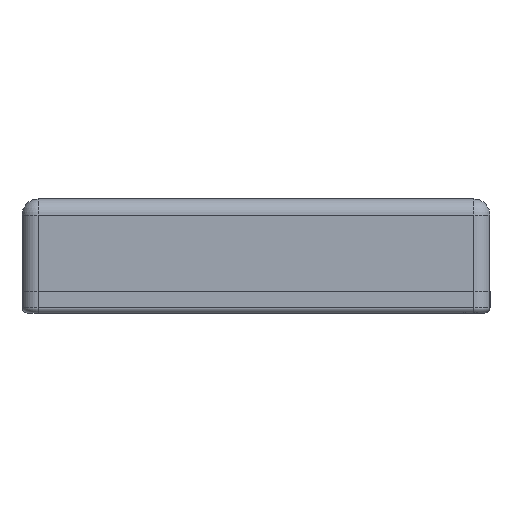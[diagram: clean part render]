
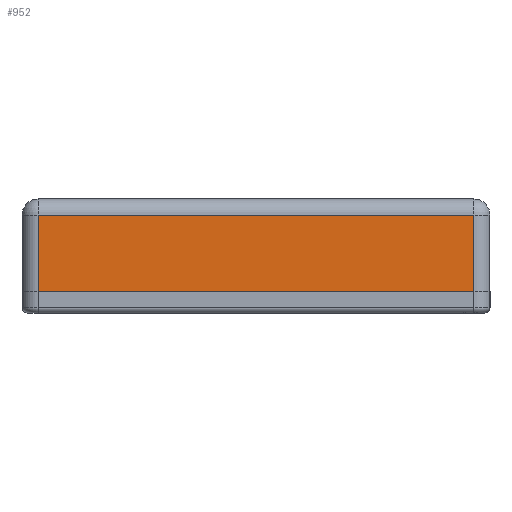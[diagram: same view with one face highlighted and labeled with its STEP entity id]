
A CAD part, left-side view. The second image highlights one B-rep face of the part: STEP entity #952.
In plain terms, the highlighted planar face has unit normal (-1, 0, 0).
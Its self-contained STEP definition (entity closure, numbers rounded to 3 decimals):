
#288=CARTESIAN_POINT('',(10.095,13.261,18.));
#289=VERTEX_POINT('',#288);
#297=CARTESIAN_POINT('',(10.095,93.457,18.));
#298=VERTEX_POINT('',#297);
#299=CARTESIAN_POINT('',(10.095,13.261,18.));
#300=DIRECTION('',(0.,1.,0.));
#301=VECTOR('',#300,80.196);
#302=LINE('',#299,#301);
#303=EDGE_CURVE('',#289,#298,#302,.T.);
#437=CARTESIAN_POINT('',(10.095,13.261,32.));
#438=VERTEX_POINT('',#437);
#464=CARTESIAN_POINT('',(10.095,93.457,32.));
#465=VERTEX_POINT('',#464);
#473=CARTESIAN_POINT('',(10.095,13.261,32.));
#474=DIRECTION('',(0.,1.,0.));
#475=VECTOR('',#474,80.196);
#476=LINE('',#473,#475);
#477=EDGE_CURVE('',#438,#465,#476,.T.);
#924=CARTESIAN_POINT('',(10.095,93.457,32.));
#925=DIRECTION('',(-0.,-0.,-1.));
#926=VECTOR('',#925,14.);
#927=LINE('',#924,#926);
#928=EDGE_CURVE('',#465,#298,#927,.T.);
#936=CARTESIAN_POINT('',(10.095,92.761,30.));
#937=DIRECTION('',(1.,0.,0.));
#938=DIRECTION('',(0.,0.,-1.));
#939=AXIS2_PLACEMENT_3D('',#936,#937,#938);
#940=PLANE('',#939);
#941=CARTESIAN_POINT('',(10.095,13.261,18.));
#942=DIRECTION('',(0.,0.,1.));
#943=VECTOR('',#942,14.);
#944=LINE('',#941,#943);
#945=EDGE_CURVE('',#289,#438,#944,.T.);
#946=ORIENTED_EDGE('',*,*,#945,.T.);
#947=ORIENTED_EDGE('',*,*,#477,.T.);
#948=ORIENTED_EDGE('',*,*,#928,.T.);
#949=ORIENTED_EDGE('',*,*,#303,.F.);
#950=EDGE_LOOP('',(#946,#947,#948,#949));
#951=FACE_BOUND('',#950,.T.);
#952=ADVANCED_FACE('',(#951),#940,.F.);
